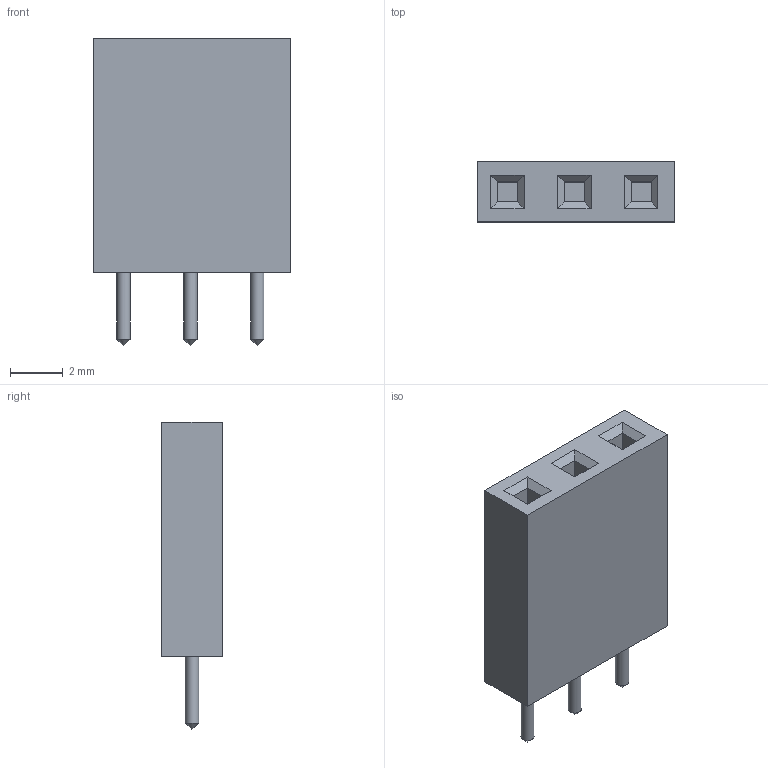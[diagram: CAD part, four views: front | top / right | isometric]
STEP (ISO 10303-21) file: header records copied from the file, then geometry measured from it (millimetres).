
FILE_DESCRIPTION(/* description */ (''),/* implementation_level */ '2;1');
FILE_NAME(/* name */ '3 pin female header.stp',/* time_stamp */ '2019-05-22T20:47:27-04:00',/* author */ ('Spooner'),/* organization */ (''),/* preprocessor_version */ 'ST-DEVELOPER v17.2',/* originating_system */ 'Autodesk Inventor 2019',/* authorisation */ '');
FILE_SCHEMA (('AUTOMOTIVE_DESIGN { 1 0 10303 214 3 1 1 }'));
Length unit declared in the file: inch
Products named in the file (2): Assembly1; 3 pin female header
Assembly tree (1 placements, depth 2):
  Assembly1
    3 pin female header
Bounding box: 7.49 x 2.29 x 11.68 mm (x, y, z)
Volume: 138.9 mm3; surface area: 296.1 mm2
Topology: 1 solids, 1 shells, 39 faces, 87 edges, 53 vertices
Faces by surface type: plane 33, cylinder 3, cone 3
Full cylindrical faces by diameter (mm): 0.508 x3
Entity records: 1158 total; most frequent: CARTESIAN_POINT 179, DIRECTION 174, ORIENTED_EDGE 168, EDGE_CURVE 84, LINE 78, VECTOR 78, VERTEX_POINT 53, AXIS2_PLACEMENT_3D 48
